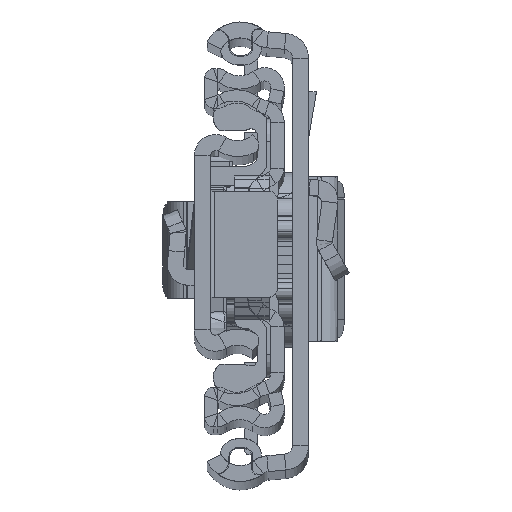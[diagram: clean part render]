
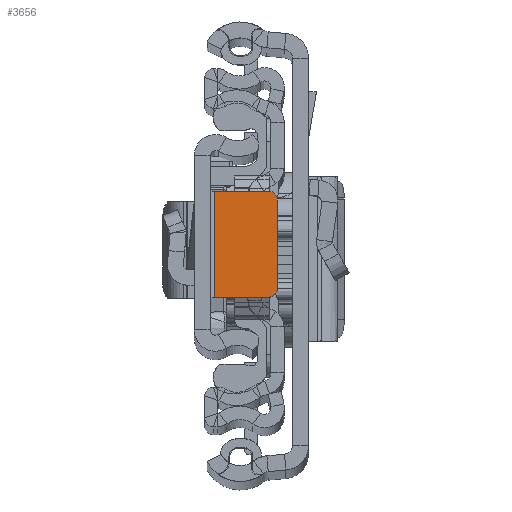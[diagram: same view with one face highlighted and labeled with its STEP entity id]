
A CAD part, top view. The second image highlights one B-rep face of the part: STEP entity #3656.
In plain terms, the highlighted planar face has unit normal (0, 0, 1).
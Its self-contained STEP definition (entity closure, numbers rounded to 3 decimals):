
#1496 = CARTESIAN_POINT ( 'NONE',  ( 0., 0., -6.8 ) ) ;
#3347 = DIRECTION ( 'NONE',  ( 0., 0., 1. ) ) ;
#3559 = AXIS2_PLACEMENT_3D ( 'NONE', #1496, #26908, #6046 ) ;
#3656 = ADVANCED_FACE ( 'NONE', ( #29955 ), #17626, .T. ) ;
#3960 = VERTEX_POINT ( 'NONE', #4633 ) ;
#4094 = LINE ( 'NONE', #27255, #14929 ) ;
#4633 = CARTESIAN_POINT ( 'NONE',  ( -2.3, 6.151, -6.8 ) ) ;
#4769 = VERTEX_POINT ( 'NONE', #24940 ) ;
#5226 = CARTESIAN_POINT ( 'NONE',  ( -1.8, 6.151, -6.8 ) ) ;
#5576 = ORIENTED_EDGE ( 'NONE', *, *, #11364, .F. ) ;
#5628 = CARTESIAN_POINT ( 'NONE',  ( -8.4, 5.151, -6.8 ) ) ;
#6046 = DIRECTION ( 'NONE',  ( 1., 0., 0. ) ) ;
#6254 = CARTESIAN_POINT ( 'NONE',  ( -9.4, 6.151, -6.8 ) ) ;
#6376 = DIRECTION ( 'NONE',  ( 0., -1., 0. ) ) ;
#6529 = CARTESIAN_POINT ( 'NONE',  ( -8.4, 6.151, -6.8 ) ) ;
#7064 = DIRECTION ( 'NONE',  ( 1., 0., 0. ) ) ;
#7760 = EDGE_CURVE ( 'NONE', #27244, #28097, #11381, .T. ) ;
#7797 = LINE ( 'NONE', #9781, #9387 ) ;
#9387 = VECTOR ( 'NONE', #19093, 1000. ) ;
#9781 = CARTESIAN_POINT ( 'NONE',  ( -9.4, -5.849, -6.8 ) ) ;
#9952 = ORIENTED_EDGE ( 'NONE', *, *, #15456, .T. ) ;
#10486 = EDGE_CURVE ( 'NONE', #3960, #27483, #4094, .T. ) ;
#11364 = EDGE_CURVE ( 'NONE', #27483, #4769, #7797, .T. ) ;
#11381 = CIRCLE ( 'NONE', #18200, 1. ) ;
#11928 = CARTESIAN_POINT ( 'NONE',  ( -8.4, -4.849, -6.8 ) ) ;
#13062 = CARTESIAN_POINT ( 'NONE',  ( -2.3, -5.849, -6.8 ) ) ;
#13375 = VERTEX_POINT ( 'NONE', #27288 ) ;
#13766 = DIRECTION ( 'NONE',  ( 0., 0., 1. ) ) ;
#14211 = ORIENTED_EDGE ( 'NONE', *, *, #28658, .F. ) ;
#14299 = CARTESIAN_POINT ( 'NONE',  ( -9.4, 5.151, -6.8 ) ) ;
#14929 = VECTOR ( 'NONE', #6376, 1000. ) ;
#15456 = EDGE_CURVE ( 'NONE', #13375, #4769, #17929, .T. ) ;
#16009 = LINE ( 'NONE', #6254, #26113 ) ;
#16053 = DIRECTION ( 'NONE',  ( 1., 0., 0. ) ) ;
#16646 = LINE ( 'NONE', #5226, #20242 ) ;
#17626 = PLANE ( 'NONE',  #3559 ) ;
#17929 = CIRCLE ( 'NONE', #21819, 1. ) ;
#18200 = AXIS2_PLACEMENT_3D ( 'NONE', #5628, #3347, #29074 ) ;
#18535 = ORIENTED_EDGE ( 'NONE', *, *, #7760, .T. ) ;
#19093 = DIRECTION ( 'NONE',  ( -1., 0., 0. ) ) ;
#19644 = ORIENTED_EDGE ( 'NONE', *, *, #22796, .F. ) ;
#20242 = VECTOR ( 'NONE', #7064, 1000. ) ;
#21819 = AXIS2_PLACEMENT_3D ( 'NONE', #11928, #13766, #16053 ) ;
#22796 = EDGE_CURVE ( 'NONE', #13375, #28097, #16009, .T. ) ;
#23319 = EDGE_LOOP ( 'NONE', ( #19644, #9952, #5576, #29729, #14211, #18535 ) ) ;
#24940 = CARTESIAN_POINT ( 'NONE',  ( -8.4, -5.849, -6.8 ) ) ;
#26113 = VECTOR ( 'NONE', #29860, 1000. ) ;
#26908 = DIRECTION ( 'NONE',  ( 0., 0., 1. ) ) ;
#27244 = VERTEX_POINT ( 'NONE', #6529 ) ;
#27255 = CARTESIAN_POINT ( 'NONE',  ( -2.3, 6.151, -6.8 ) ) ;
#27288 = CARTESIAN_POINT ( 'NONE',  ( -9.4, -4.849, -6.8 ) ) ;
#27483 = VERTEX_POINT ( 'NONE', #13062 ) ;
#28097 = VERTEX_POINT ( 'NONE', #14299 ) ;
#28658 = EDGE_CURVE ( 'NONE', #27244, #3960, #16646, .T. ) ;
#29074 = DIRECTION ( 'NONE',  ( 1., 0., 0. ) ) ;
#29729 = ORIENTED_EDGE ( 'NONE', *, *, #10486, .F. ) ;
#29860 = DIRECTION ( 'NONE',  ( 0., 1., 0. ) ) ;
#29955 = FACE_OUTER_BOUND ( 'NONE', #23319, .T. ) ;
